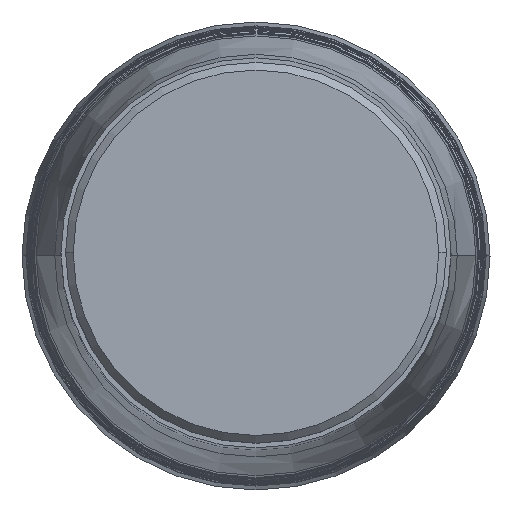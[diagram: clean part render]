
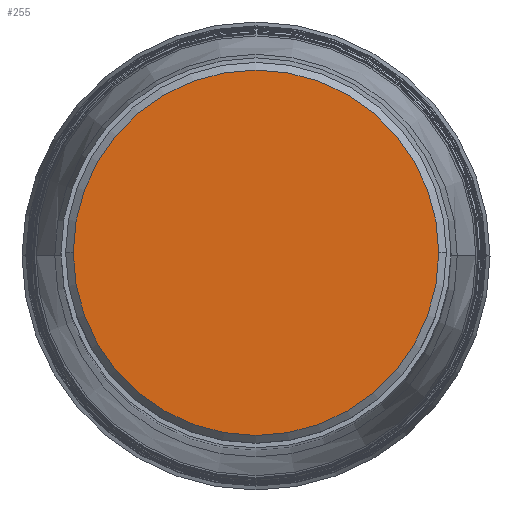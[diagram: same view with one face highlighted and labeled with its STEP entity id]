
A CAD part, top view. The second image highlights one B-rep face of the part: STEP entity #255.
In plain terms, the highlighted planar face has unit normal (0, 0, 1).
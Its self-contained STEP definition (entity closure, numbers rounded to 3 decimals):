
#32=PLANE('',#3068);
#255=ADVANCED_FACE('',(#525),#32,.F.);
#525=FACE_OUTER_BOUND('',#695,.T.);
#695=EDGE_LOOP('',(#1280,#1281,#1282,#1283));
#1280=ORIENTED_EDGE('',*,*,#1902,.T.);
#1281=ORIENTED_EDGE('',*,*,#1903,.T.);
#1282=ORIENTED_EDGE('',*,*,#1904,.T.);
#1283=ORIENTED_EDGE('',*,*,#1905,.T.);
#1586=VERTEX_POINT('',#6016);
#1587=VERTEX_POINT('',#6017);
#1588=VERTEX_POINT('',#6019);
#1589=VERTEX_POINT('',#6021);
#1902=EDGE_CURVE('',#1586,#1587,#2308,.T.);
#1903=EDGE_CURVE('',#1587,#1588,#2309,.T.);
#1904=EDGE_CURVE('',#1588,#1589,#2310,.T.);
#1905=EDGE_CURVE('',#1589,#1586,#2311,.T.);
#2308=CIRCLE('',#3064,14.875);
#2309=CIRCLE('',#3065,14.875);
#2310=CIRCLE('',#3066,14.875);
#2311=CIRCLE('',#3067,14.875);
#3064=AXIS2_PLACEMENT_3D('',#6015,#3776,#3777);
#3065=AXIS2_PLACEMENT_3D('',#6018,#3778,#3779);
#3066=AXIS2_PLACEMENT_3D('',#6020,#3780,#3781);
#3067=AXIS2_PLACEMENT_3D('',#6022,#3782,#3783);
#3068=AXIS2_PLACEMENT_3D('',#6023,#3784,#3785);
#3776=DIRECTION('',(0.,0.,1.));
#3777=DIRECTION('',(0.,1.,0.));
#3778=DIRECTION('',(0.,0.,1.));
#3779=DIRECTION('',(-1.,0.,0.));
#3780=DIRECTION('',(0.,0.,1.));
#3781=DIRECTION('',(0.,-1.,0.));
#3782=DIRECTION('',(0.,0.,1.));
#3783=DIRECTION('',(1.,0.,0.));
#3784=DIRECTION('',(0.,0.,-1.));
#3785=DIRECTION('',(-1.,0.,0.));
#6015=CARTESIAN_POINT('',(0.,0.,42.863));
#6016=CARTESIAN_POINT('',(0.,14.875,42.863));
#6017=CARTESIAN_POINT('',(-14.875,0.,42.863));
#6018=CARTESIAN_POINT('',(0.,0.,42.863));
#6019=CARTESIAN_POINT('',(0.,-14.875,42.863));
#6020=CARTESIAN_POINT('',(0.,0.,42.863));
#6021=CARTESIAN_POINT('',(14.875,0.,42.863));
#6022=CARTESIAN_POINT('',(0.,0.,42.863));
#6023=CARTESIAN_POINT('',(0.,0.,42.863));
